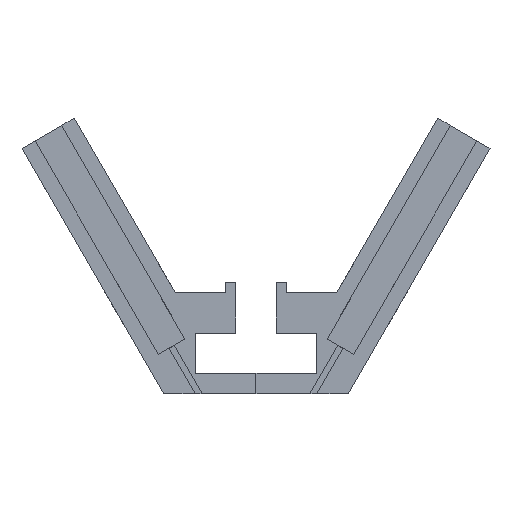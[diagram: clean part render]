
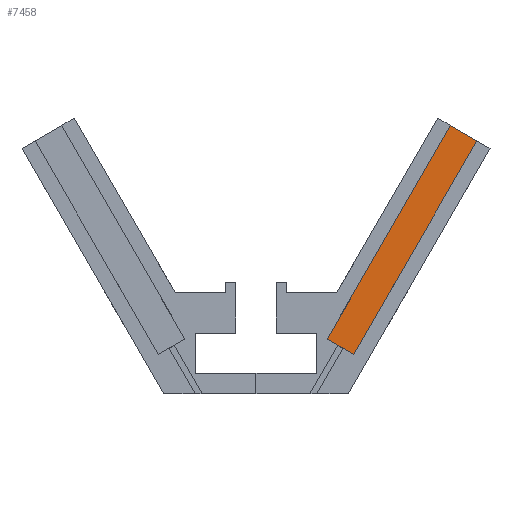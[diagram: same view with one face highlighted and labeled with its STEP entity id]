
A CAD part, top view. The second image highlights one B-rep face of the part: STEP entity #7458.
In plain terms, the highlighted planar face has unit normal (0, 0, 1).
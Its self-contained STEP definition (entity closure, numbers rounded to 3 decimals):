
#824 = PLANE('',#825);
#825 = AXIS2_PLACEMENT_3D('',#826,#827,#828);
#826 = CARTESIAN_POINT('',(90.,136.603,0.));
#827 = DIRECTION('',(0.5,0.866,0.));
#828 = DIRECTION('',(0.866,-0.5,0.));
#852 = PLANE('',#853);
#853 = AXIS2_PLACEMENT_3D('',#854,#855,#856);
#854 = CARTESIAN_POINT('',(96.356,132.933,64.8));
#855 = DIRECTION('',(-0.866,0.5,0.));
#856 = DIRECTION('',(0.,0.,1.));
#880 = PLANE('',#881);
#881 = AXIS2_PLACEMENT_3D('',#882,#883,#884);
#882 = CARTESIAN_POINT('',(41.813,23.261,72.4));
#883 = DIRECTION('',(0.5,0.866,0.));
#884 = DIRECTION('',(0.866,-0.5,0.));
#3416 = VERTEX_POINT('',#3417);
#3417 = CARTESIAN_POINT('',(35.231,27.061,64.8));
#3510 = VERTEX_POINT('',#3511);
#3511 = CARTESIAN_POINT('',(48.395,19.461,64.8));
#3525 = PLANE('',#3526);
#3526 = AXIS2_PLACEMENT_3D('',#3527,#3528,#3529);
#3527 = CARTESIAN_POINT('',(109.52,125.333,80.));
#3528 = DIRECTION('',(0.866,-0.5,0.));
#3529 = DIRECTION('',(0.,0.,-1.));
#3537 = EDGE_CURVE('',#3510,#3416,#3538,.T.);
#3538 = SURFACE_CURVE('',#3539,(#3543,#3550),.PCURVE_S1.);
#3539 = LINE('',#3540,#3541);
#3540 = CARTESIAN_POINT('',(48.395,19.461,64.8));
#3541 = VECTOR('',#3542,1.);
#3542 = DIRECTION('',(-0.866,0.5,0.));
#3543 = PCURVE('',#880,#3544);
#3544 = DEFINITIONAL_REPRESENTATION('',(#3545),#3549);
#3545 = LINE('',#3546,#3547);
#3546 = CARTESIAN_POINT('',(7.6,7.6));
#3547 = VECTOR('',#3548,1.);
#3548 = DIRECTION('',(-1.,0.));
#3549 = ( GEOMETRIC_REPRESENTATION_CONTEXT(2) 
PARAMETRIC_REPRESENTATION_CONTEXT() REPRESENTATION_CONTEXT('2D SPACE',''
  ) );
#3550 = PCURVE('',#3551,#3556);
#3551 = PLANE('',#3552);
#3552 = AXIS2_PLACEMENT_3D('',#3553,#3554,#3555);
#3553 = CARTESIAN_POINT('',(109.52,125.333,64.8));
#3554 = DIRECTION('',(0.,0.,-1.));
#3555 = DIRECTION('',(-0.866,0.5,0.));
#3556 = DEFINITIONAL_REPRESENTATION('',(#3557),#3561);
#3557 = LINE('',#3558,#3559);
#3558 = CARTESIAN_POINT('',(0.,-122.25));
#3559 = VECTOR('',#3560,1.);
#3560 = DIRECTION('',(1.,0.));
#3561 = ( GEOMETRIC_REPRESENTATION_CONTEXT(2) 
PARAMETRIC_REPRESENTATION_CONTEXT() REPRESENTATION_CONTEXT('2D SPACE',''
  ) );
#3566 = EDGE_CURVE('',#3567,#3416,#3569,.T.);
#3567 = VERTEX_POINT('',#3568);
#3568 = CARTESIAN_POINT('',(96.356,132.933,64.8));
#3569 = SURFACE_CURVE('',#3570,(#3574,#3581),.PCURVE_S1.);
#3570 = LINE('',#3571,#3572);
#3571 = CARTESIAN_POINT('',(96.356,132.933,64.8));
#3572 = VECTOR('',#3573,1.);
#3573 = DIRECTION('',(-0.5,-0.866,0.));
#3574 = PCURVE('',#852,#3575);
#3575 = DEFINITIONAL_REPRESENTATION('',(#3576),#3580);
#3576 = LINE('',#3577,#3578);
#3577 = CARTESIAN_POINT('',(0.,0.));
#3578 = VECTOR('',#3579,1.);
#3579 = DIRECTION('',(0.,-1.));
#3580 = ( GEOMETRIC_REPRESENTATION_CONTEXT(2) 
PARAMETRIC_REPRESENTATION_CONTEXT() REPRESENTATION_CONTEXT('2D SPACE',''
  ) );
#3581 = PCURVE('',#3551,#3582);
#3582 = DEFINITIONAL_REPRESENTATION('',(#3583),#3587);
#3583 = LINE('',#3584,#3585);
#3584 = CARTESIAN_POINT('',(15.2,0.));
#3585 = VECTOR('',#3586,1.);
#3586 = DIRECTION('',(0.,-1.));
#3587 = ( GEOMETRIC_REPRESENTATION_CONTEXT(2) 
PARAMETRIC_REPRESENTATION_CONTEXT() REPRESENTATION_CONTEXT('2D SPACE',''
  ) );
#3641 = EDGE_CURVE('',#3642,#3567,#3644,.T.);
#3642 = VERTEX_POINT('',#3643);
#3643 = CARTESIAN_POINT('',(109.52,125.333,64.8));
#3644 = SURFACE_CURVE('',#3645,(#3649,#3656),.PCURVE_S1.);
#3645 = LINE('',#3646,#3647);
#3646 = CARTESIAN_POINT('',(109.52,125.333,64.8));
#3647 = VECTOR('',#3648,1.);
#3648 = DIRECTION('',(-0.866,0.5,0.));
#3649 = PCURVE('',#824,#3650);
#3650 = DEFINITIONAL_REPRESENTATION('',(#3651),#3655);
#3651 = LINE('',#3652,#3653);
#3652 = CARTESIAN_POINT('',(22.54,-64.8));
#3653 = VECTOR('',#3654,1.);
#3654 = DIRECTION('',(-1.,0.));
#3655 = ( GEOMETRIC_REPRESENTATION_CONTEXT(2) 
PARAMETRIC_REPRESENTATION_CONTEXT() REPRESENTATION_CONTEXT('2D SPACE',''
  ) );
#3656 = PCURVE('',#3551,#3657);
#3657 = DEFINITIONAL_REPRESENTATION('',(#3658),#3662);
#3658 = LINE('',#3659,#3660);
#3659 = CARTESIAN_POINT('',(0.,0.));
#3660 = VECTOR('',#3661,1.);
#3661 = DIRECTION('',(1.,0.));
#3662 = ( GEOMETRIC_REPRESENTATION_CONTEXT(2) 
PARAMETRIC_REPRESENTATION_CONTEXT() REPRESENTATION_CONTEXT('2D SPACE',''
  ) );
#7458 = ADVANCED_FACE('',(#7459),#3551,.F.);
#7459 = FACE_BOUND('',#7460,.F.);
#7460 = EDGE_LOOP('',(#7461,#7482,#7483,#7484));
#7461 = ORIENTED_EDGE('',*,*,#7462,.T.);
#7462 = EDGE_CURVE('',#3642,#3510,#7463,.T.);
#7463 = SURFACE_CURVE('',#7464,(#7468,#7475),.PCURVE_S1.);
#7464 = LINE('',#7465,#7466);
#7465 = CARTESIAN_POINT('',(109.52,125.333,64.8));
#7466 = VECTOR('',#7467,1.);
#7467 = DIRECTION('',(-0.5,-0.866,0.));
#7468 = PCURVE('',#3551,#7469);
#7469 = DEFINITIONAL_REPRESENTATION('',(#7470),#7474);
#7470 = LINE('',#7471,#7472);
#7471 = CARTESIAN_POINT('',(0.,0.));
#7472 = VECTOR('',#7473,1.);
#7473 = DIRECTION('',(0.,-1.));
#7474 = ( GEOMETRIC_REPRESENTATION_CONTEXT(2) 
PARAMETRIC_REPRESENTATION_CONTEXT() REPRESENTATION_CONTEXT('2D SPACE',''
  ) );
#7475 = PCURVE('',#3525,#7476);
#7476 = DEFINITIONAL_REPRESENTATION('',(#7477),#7481);
#7477 = LINE('',#7478,#7479);
#7478 = CARTESIAN_POINT('',(15.2,0.));
#7479 = VECTOR('',#7480,1.);
#7480 = DIRECTION('',(0.,-1.));
#7481 = ( GEOMETRIC_REPRESENTATION_CONTEXT(2) 
PARAMETRIC_REPRESENTATION_CONTEXT() REPRESENTATION_CONTEXT('2D SPACE',''
  ) );
#7482 = ORIENTED_EDGE('',*,*,#3537,.T.);
#7483 = ORIENTED_EDGE('',*,*,#3566,.F.);
#7484 = ORIENTED_EDGE('',*,*,#3641,.F.);
